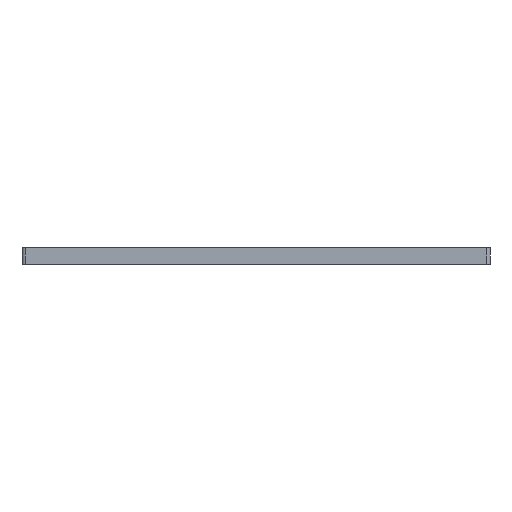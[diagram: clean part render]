
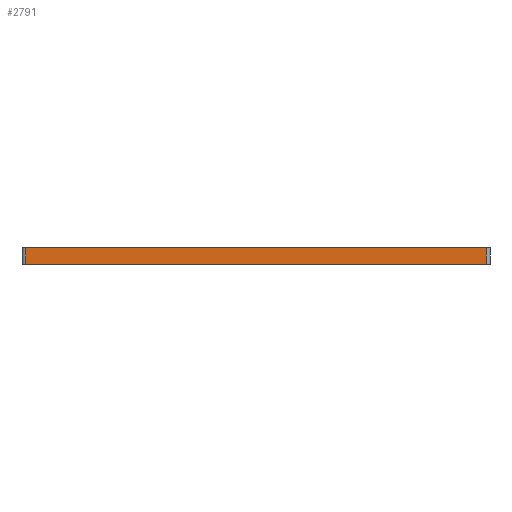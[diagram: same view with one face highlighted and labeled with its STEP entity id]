
A CAD part, front view. The second image highlights one B-rep face of the part: STEP entity #2791.
In plain terms, the highlighted planar face has unit normal (0, -1, 0).
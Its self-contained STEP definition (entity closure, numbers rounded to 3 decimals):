
#138=PLANE('',#3181);
#303=FACE_OUTER_BOUND('',#541,.T.);
#541=EDGE_LOOP('',(#2445,#2446,#2447,#2448));
#662=LINE('',#4535,#828);
#683=LINE('',#4693,#849);
#706=LINE('',#4854,#872);
#708=LINE('',#4858,#874);
#828=VECTOR('',#3668,1.);
#849=VECTOR('',#3807,1.);
#872=VECTOR('',#3950,1.);
#874=VECTOR('',#3956,1.);
#1331=VERTEX_POINT('',#4532);
#1332=VERTEX_POINT('',#4534);
#1409=VERTEX_POINT('',#4690);
#1410=VERTEX_POINT('',#4692);
#1676=EDGE_CURVE('',#1332,#1331,#662,.T.);
#1755=EDGE_CURVE('',#1409,#1410,#683,.T.);
#1836=EDGE_CURVE('',#1332,#1409,#706,.T.);
#1838=EDGE_CURVE('',#1331,#1410,#708,.T.);
#2445=ORIENTED_EDGE('',*,*,#1836,.F.);
#2446=ORIENTED_EDGE('',*,*,#1676,.T.);
#2447=ORIENTED_EDGE('',*,*,#1838,.T.);
#2448=ORIENTED_EDGE('',*,*,#1755,.F.);
#2791=ADVANCED_FACE('',(#303),#138,.F.);
#3181=AXIS2_PLACEMENT_3D('',#4857,#3954,#3955);
#3668=DIRECTION('',(-1.,0.,0.));
#3807=DIRECTION('',(-1.,0.,0.));
#3950=DIRECTION('',(0.,0.,-1.));
#3954=DIRECTION('center_axis',(0.,1.,0.));
#3955=DIRECTION('ref_axis',(-1.,0.,0.));
#3956=DIRECTION('',(0.,0.,-1.));
#4532=CARTESIAN_POINT('',(0.5,0.,0.));
#4534=CARTESIAN_POINT('',(70.28,0.,0.));
#4535=CARTESIAN_POINT('',(70.28,0.,0.));
#4690=CARTESIAN_POINT('',(70.28,0.,-2.5));
#4692=CARTESIAN_POINT('',(0.5,0.,-2.5));
#4693=CARTESIAN_POINT('',(70.28,0.,-2.5));
#4854=CARTESIAN_POINT('',(70.28,0.,0.));
#4857=CARTESIAN_POINT('Origin',(70.28,0.,0.));
#4858=CARTESIAN_POINT('',(0.5,0.,0.));
